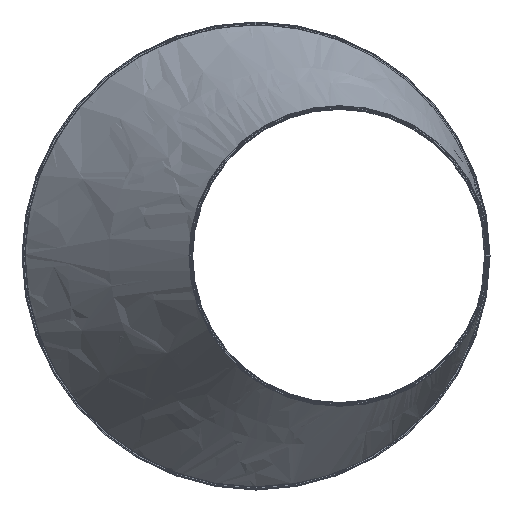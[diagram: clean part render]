
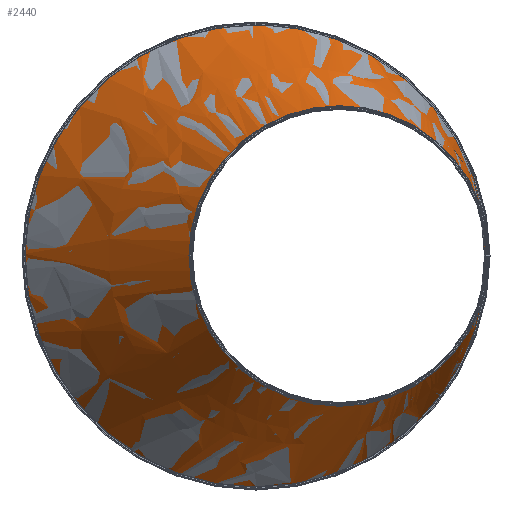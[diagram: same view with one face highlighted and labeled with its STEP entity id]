
A CAD part, left-side view. The second image highlights one B-rep face of the part: STEP entity #2440.
In plain terms, the highlighted free-form (B-spline) face has degree [1, 2] with [2, 9] control points.
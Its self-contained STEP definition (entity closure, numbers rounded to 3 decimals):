
#11=(
BOUNDED_SURFACE()
B_SPLINE_SURFACE(1,2,((#4567,#4568,#4569,#4570,#4571,#4572,#4573,#4574,
#4575),(#4576,#4577,#4578,#4579,#4580,#4581,#4582,#4583,#4584)),
 .UNSPECIFIED.,.F.,.T.,.F.)
B_SPLINE_SURFACE_WITH_KNOTS((2,2),(3,2,2,2,3),(-0.402,1.157),
(-3.142,-1.571,0.,1.571,3.142),
 .UNSPECIFIED.)
GEOMETRIC_REPRESENTATION_ITEM()
RATIONAL_B_SPLINE_SURFACE(((1.,0.707,1.,0.707,1.,
0.707,1.,0.707,1.),(1.,0.707,1.,0.707,
1.,0.707,1.,0.707,1.)))
REPRESENTATION_ITEM('')
SURFACE()
);
#22=B_SPLINE_CURVE_WITH_KNOTS('',1,(#4585,#4586),.UNSPECIFIED.,.F.,.F.,
(2,2),(-0.943,-0.064),.UNSPECIFIED.);
#411=FACE_OUTER_BOUND('',#615,.T.);
#615=EDGE_LOOP('',(#1986,#1987,#1988,#1989,#1990,#1991,#1992));
#795=CIRCLE('',#2701,399.325);
#796=CIRCLE('',#2702,399.325);
#797=CIRCLE('',#2703,399.325);
#804=CIRCLE('',#2716,624.525);
#805=CIRCLE('',#2717,624.525);
#1228=VERTEX_POINT('',#4066);
#1229=VERTEX_POINT('',#4067);
#1230=VERTEX_POINT('',#4069);
#1238=VERTEX_POINT('',#4259);
#1239=VERTEX_POINT('',#4260);
#1479=EDGE_CURVE('',#1228,#1229,#795,.T.);
#1480=EDGE_CURVE('',#1229,#1230,#796,.T.);
#1481=EDGE_CURVE('',#1230,#1228,#797,.T.);
#1491=EDGE_CURVE('',#1238,#1239,#804,.T.);
#1492=EDGE_CURVE('',#1239,#1238,#805,.T.);
#1501=EDGE_CURVE('',#1229,#1239,#22,.T.);
#1986=ORIENTED_EDGE('',*,*,#1481,.T.);
#1987=ORIENTED_EDGE('',*,*,#1479,.T.);
#1988=ORIENTED_EDGE('',*,*,#1501,.T.);
#1989=ORIENTED_EDGE('',*,*,#1492,.T.);
#1990=ORIENTED_EDGE('',*,*,#1491,.T.);
#1991=ORIENTED_EDGE('',*,*,#1501,.F.);
#1992=ORIENTED_EDGE('',*,*,#1480,.T.);
#2440=ADVANCED_FACE('',(#411),#11,.F.);
#2701=AXIS2_PLACEMENT_3D('',#4068,#3312,#3313);
#2702=AXIS2_PLACEMENT_3D('',#4070,#3314,#3315);
#2703=AXIS2_PLACEMENT_3D('',#4071,#3316,#3317);
#2716=AXIS2_PLACEMENT_3D('',#4261,#3343,#3344);
#2717=AXIS2_PLACEMENT_3D('',#4262,#3345,#3346);
#3312=DIRECTION('center_axis',(0.,0.,-1.));
#3313=DIRECTION('ref_axis',(1.,0.,0.));
#3314=DIRECTION('center_axis',(0.,0.,-1.));
#3315=DIRECTION('ref_axis',(1.,0.,0.));
#3316=DIRECTION('center_axis',(0.,0.,-1.));
#3317=DIRECTION('ref_axis',(1.,0.,0.));
#3343=DIRECTION('center_axis',(0.,0.,1.));
#3344=DIRECTION('ref_axis',(1.,0.,0.));
#3345=DIRECTION('center_axis',(0.,0.,1.));
#3346=DIRECTION('ref_axis',(1.,0.,0.));
#4066=CARTESIAN_POINT('',(-399.325,0.,0.));
#4067=CARTESIAN_POINT('',(-63.876,394.183,0.));
#4068=CARTESIAN_POINT('Origin',(0.,0.,0.));
#4069=CARTESIAN_POINT('',(399.325,0.,0.));
#4070=CARTESIAN_POINT('Origin',(0.,0.,0.));
#4071=CARTESIAN_POINT('Origin',(0.,0.,0.));
#4259=CARTESIAN_POINT('',(-399.325,0.,-473.));
#4260=CARTESIAN_POINT('',(125.3,616.483,-473.));
#4261=CARTESIAN_POINT('Origin',(225.2,0.,-473.));
#4262=CARTESIAN_POINT('Origin',(225.2,0.,-473.));
#4567=CARTESIAN_POINT('Ctrl Pts',(225.68,734.438,-723.978));
#4568=CARTESIAN_POINT('Ctrl Pts',(-399.325,734.438,-973.95));
#4569=CARTESIAN_POINT('Ctrl Pts',(-399.325,0.,-973.95));
#4570=CARTESIAN_POINT('Ctrl Pts',(-399.325,-734.438,-973.95));
#4571=CARTESIAN_POINT('Ctrl Pts',(225.68,-734.438,-723.978));
#4572=CARTESIAN_POINT('Ctrl Pts',(850.684,-734.438,-474.007));
#4573=CARTESIAN_POINT('Ctrl Pts',(850.684,0.,
-474.007));
#4574=CARTESIAN_POINT('Ctrl Pts',(850.684,734.438,-474.007));
#4575=CARTESIAN_POINT('Ctrl Pts',(225.68,734.438,-723.978));
#4576=CARTESIAN_POINT('Ctrl Pts',(-110.135,339.824,115.662));
#4577=CARTESIAN_POINT('Ctrl Pts',(-399.325,339.824,0.));
#4578=CARTESIAN_POINT('Ctrl Pts',(-399.325,0.,0.));
#4579=CARTESIAN_POINT('Ctrl Pts',(-399.325,-339.824,0.));
#4580=CARTESIAN_POINT('Ctrl Pts',(-110.135,-339.824,115.662));
#4581=CARTESIAN_POINT('Ctrl Pts',(179.054,-339.824,231.323));
#4582=CARTESIAN_POINT('Ctrl Pts',(179.054,0.,
231.323));
#4583=CARTESIAN_POINT('Ctrl Pts',(179.054,339.824,231.323));
#4584=CARTESIAN_POINT('Ctrl Pts',(-110.135,339.824,115.662));
#4585=CARTESIAN_POINT('Ctrl Pts',(-63.876,394.183,0.));
#4586=CARTESIAN_POINT('Ctrl Pts',(125.3,616.483,-473.));
